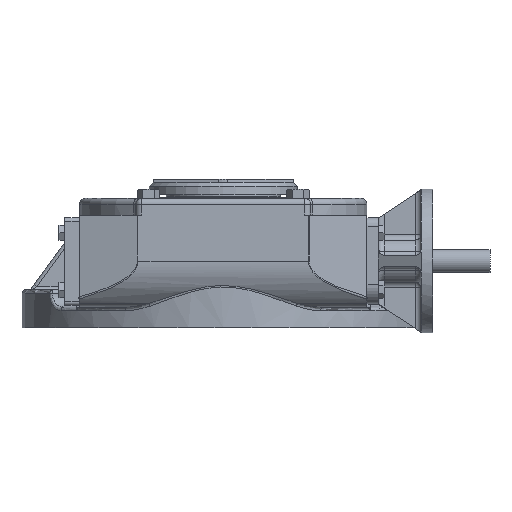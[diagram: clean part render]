
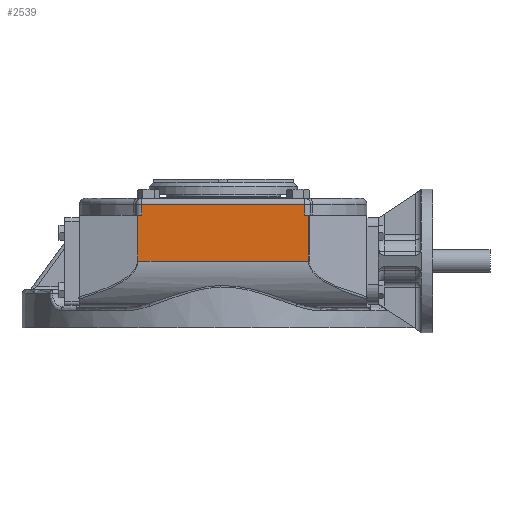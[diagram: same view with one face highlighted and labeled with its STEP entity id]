
A CAD part, front view. The second image highlights one B-rep face of the part: STEP entity #2539.
In plain terms, the highlighted planar face has unit normal (0, -1, 0).
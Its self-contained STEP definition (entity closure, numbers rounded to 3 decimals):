
#2539 = ADVANCED_FACE( '', ( #5948 ), #5949, .T. );
#5948 = FACE_OUTER_BOUND( '', #11832, .T. );
#5949 = PLANE( '', #11833 );
#11832 = EDGE_LOOP( '', ( #23401, #23402, #23403, #23404, #23405, #23406, #23407, #23408 ) );
#11833 = AXIS2_PLACEMENT_3D( '', #23409, #23410, #23411 );
#23401 = ORIENTED_EDGE( '', *, *, #31938, .T. );
#23402 = ORIENTED_EDGE( '', *, *, #33133, .F. );
#23403 = ORIENTED_EDGE( '', *, *, #32636, .T. );
#23404 = ORIENTED_EDGE( '', *, *, #33134, .T. );
#23405 = ORIENTED_EDGE( '', *, *, #33135, .T. );
#23406 = ORIENTED_EDGE( '', *, *, #33004, .T. );
#23407 = ORIENTED_EDGE( '', *, *, #33136, .T. );
#23408 = ORIENTED_EDGE( '', *, *, #33137, .T. );
#23409 = CARTESIAN_POINT( '', ( 71., -180., 106.49 ) );
#23410 = DIRECTION( '', ( 0., -1., 0. ) );
#23411 = DIRECTION( '', ( 0., 0., -1. ) );
#31938 = EDGE_CURVE( '', #37657, #37655, #37658, .F. );
#32636 = EDGE_CURVE( '', #38704, #35354, #38705, .T. );
#33004 = EDGE_CURVE( '', #39223, #35504, #39224, .F. );
#33133 = EDGE_CURVE( '', #38704, #37655, #39402, .T. );
#33134 = EDGE_CURVE( '', #35354, #39403, #39404, .T. );
#33135 = EDGE_CURVE( '', #39403, #39223, #39405, .F. );
#33136 = EDGE_CURVE( '', #35504, #38798, #39406, .T. );
#33137 = EDGE_CURVE( '', #38798, #37657, #39407, .T. );
#35354 = VERTEX_POINT( '', #42337 );
#35504 = VERTEX_POINT( '', #42734 );
#37655 = VERTEX_POINT( '', #47438 );
#37657 = VERTEX_POINT( '', #47440 );
#37658 = LINE( '', #47441, #47442 );
#38704 = VERTEX_POINT( '', #49572 );
#38705 = LINE( '', #49573, #49574 );
#38798 = VERTEX_POINT( '', #49866 );
#39223 = VERTEX_POINT( '', #50717 );
#39224 = LINE( '', #50718, #50719 );
#39402 = LINE( '', #51413, #51414 );
#39403 = VERTEX_POINT( '', #51415 );
#39404 = LINE( '', #51416, #51417 );
#39405 = LINE( '', #51418, #51419 );
#39406 = LINE( '', #51420, #51421 );
#39407 = LINE( '', #51422, #51423 );
#42337 = CARTESIAN_POINT( '', ( -71., -180., 101.49 ) );
#42734 = CARTESIAN_POINT( '', ( -74.157, -180., 52. ) );
#47438 = CARTESIAN_POINT( '', ( 71., -180., 92. ) );
#47440 = CARTESIAN_POINT( '', ( 74.157, -180., 92. ) );
#47441 = CARTESIAN_POINT( '', ( -128., -180., 92. ) );
#47442 = VECTOR( '', #58441, 1000. );
#49572 = CARTESIAN_POINT( '', ( 71., -180., 101.49 ) );
#49573 = CARTESIAN_POINT( '', ( -71., -180., 101.49 ) );
#49574 = VECTOR( '', #59242, 1000. );
#49866 = CARTESIAN_POINT( '', ( 74.157, -180., 52. ) );
#50717 = CARTESIAN_POINT( '', ( -74.157, -180., 92. ) );
#50718 = CARTESIAN_POINT( '', ( -74.157, -180., 52. ) );
#50719 = VECTOR( '', #59608, 1000. );
#51413 = CARTESIAN_POINT( '', ( 71., -180., 106.49 ) );
#51414 = VECTOR( '', #59753, 1000. );
#51415 = CARTESIAN_POINT( '', ( -71., -180., 92. ) );
#51416 = CARTESIAN_POINT( '', ( -71., -180., 106.49 ) );
#51417 = VECTOR( '', #59754, 1000. );
#51418 = CARTESIAN_POINT( '', ( -128., -180., 92. ) );
#51419 = VECTOR( '', #59755, 1000. );
#51420 = CARTESIAN_POINT( '', ( -128., -180., 52. ) );
#51421 = VECTOR( '', #59756, 1000. );
#51422 = CARTESIAN_POINT( '', ( 74.157, -180., 92. ) );
#51423 = VECTOR( '', #59757, 1000. );
#58441 = DIRECTION( '', ( 1., 0., 0. ) );
#59242 = DIRECTION( '', ( -1., 0., 0. ) );
#59608 = DIRECTION( '', ( 0., 0., 1. ) );
#59753 = DIRECTION( '', ( 0., 0., -1. ) );
#59754 = DIRECTION( '', ( 0., 0., -1. ) );
#59755 = DIRECTION( '', ( 1., 0., 0. ) );
#59756 = DIRECTION( '', ( 1., 0., 0. ) );
#59757 = DIRECTION( '', ( 0., 0., 1. ) );
